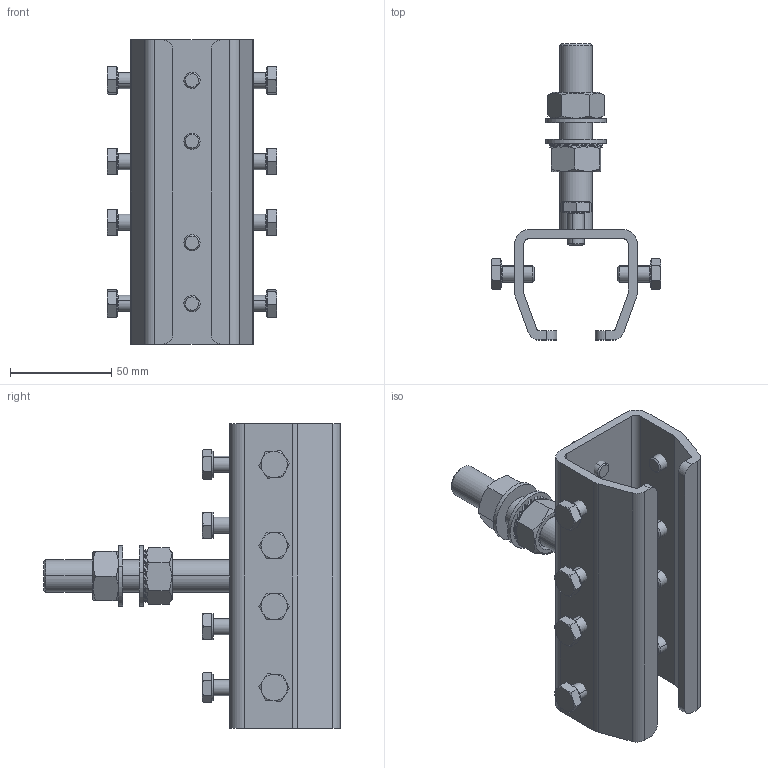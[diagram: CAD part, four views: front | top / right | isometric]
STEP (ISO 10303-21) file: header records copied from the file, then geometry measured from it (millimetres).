
FILE_DESCRIPTION (( 'STEP AP203' ), '1' );
FILE_NAME ('1.24.B11.STEP', '2018-03-23T12:28:23', ( '' ), ( '' ), 'SwSTEP 2.0', 'SolidWorks 2017', '' );
FILE_SCHEMA (( 'CONFIG_CONTROL_DESIGN' ));
Products named in the file (1): 1.24.B11
Bounding box: 83.71 x 146 x 150 mm (x, y, z)
Volume: 163852.4 mm3; surface area: 80015.5 mm2
Topology: 19 solids, 19 shells, 1320 faces, 3590 edges, 2320 vertices
Faces by surface type: cylinder 952, plane 222, cone 116, torus 24, bspline 6
Entity records: 51673 total; most frequent: CARTESIAN_POINT 23375, ORIENTED_EDGE 7180, DIRECTION 4048, EDGE_CURVE 3590, B_SPLINE_CURVE_WITH_KNOTS 2502, VERTEX_POINT 2320, AXIS2_PLACEMENT_3D 1803, EDGE_LOOP 1366
